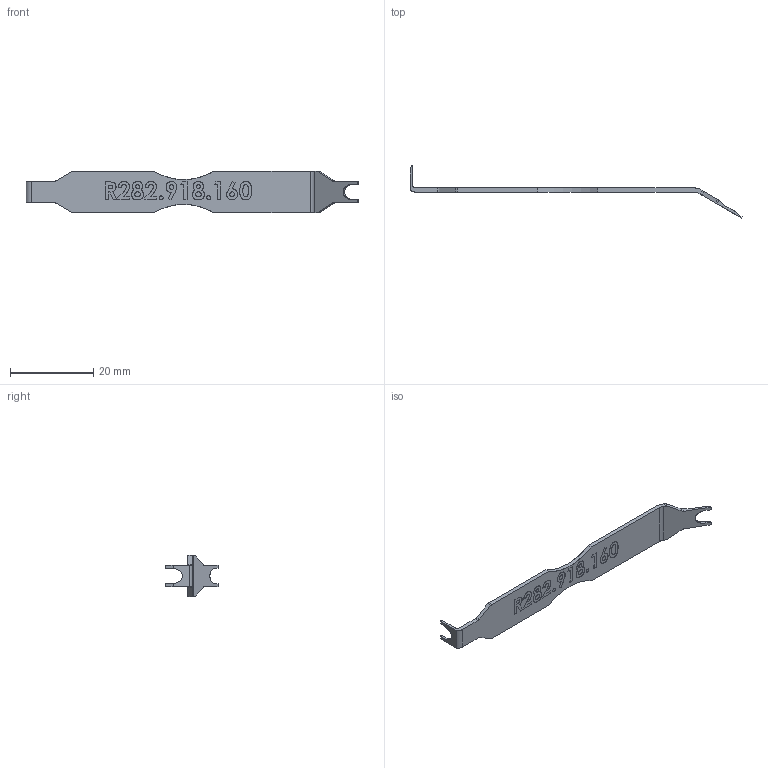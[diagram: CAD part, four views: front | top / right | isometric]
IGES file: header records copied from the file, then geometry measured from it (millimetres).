
Start section: SolidWorks IGES file using analytic representation for surfaces
Global section: file name: R282.918.160.IGS; native system: SolidWorks 2017; preprocessor: SolidWorks 2017; author: RAYMOND_G; date: 180716.125224; units: millimetre
Bounding box: 79.98 x 12.55 x 10 mm (x, y, z)
Surface area: 1583.1 mm2 (no closed solid volume)
Topology: 0 solids, 0 shells, 319 faces, 3854 edges, 3854 vertices
Faces by surface type: bspline 298, revolution 21
